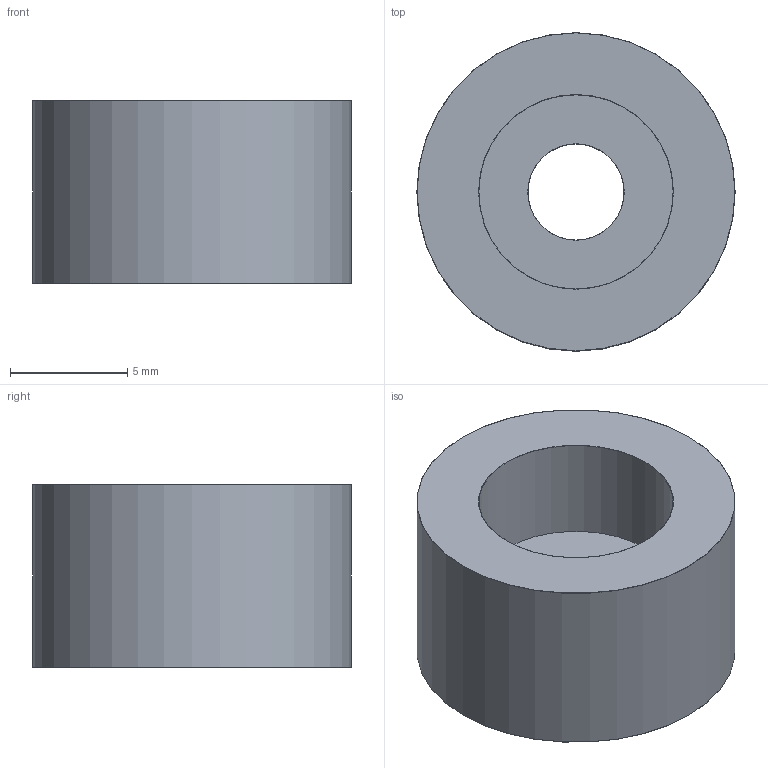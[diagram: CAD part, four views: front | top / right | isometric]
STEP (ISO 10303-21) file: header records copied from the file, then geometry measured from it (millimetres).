
FILE_DESCRIPTION(/* description */ (''),/* implementation_level */ '2;1');
FILE_NAME(/* name */ 'A-CSB4.0F.stp',/* time_stamp */ '2018-09-21T16:04:50+01:00',/* author */ ('paul'),/* organization */ (''),/* preprocessor_version */ 'ST-DEVELOPER v17.2',/* originating_system */ 'Autodesk Inventor 2019',/* authorisation */ '');
FILE_SCHEMA (('AUTOMOTIVE_DESIGN { 1 0 10303 214 3 1 1 }'));
Length unit declared in the file: millimetre
Products named in the file (1): A-CSB4.0F
Bounding box: 13.6 x 13.6 x 7.8 mm (x, y, z)
Volume: 846 mm3; surface area: 756.6 mm2
Topology: 1 solids, 1 shells, 11 faces, 25 edges, 17 vertices
Faces by surface type: torus 5, cylinder 3, plane 3
Full cylindrical faces by diameter (mm): 4.1 x1, 8.3 x1, 13.6 x1
Entity records: 374 total; most frequent: DIRECTION 71, CARTESIAN_POINT 54, ORIENTED_EDGE 50, AXIS2_PLACEMENT_3D 34, EDGE_CURVE 25, CIRCLE 22, VERTEX_POINT 17, EDGE_LOOP 14
